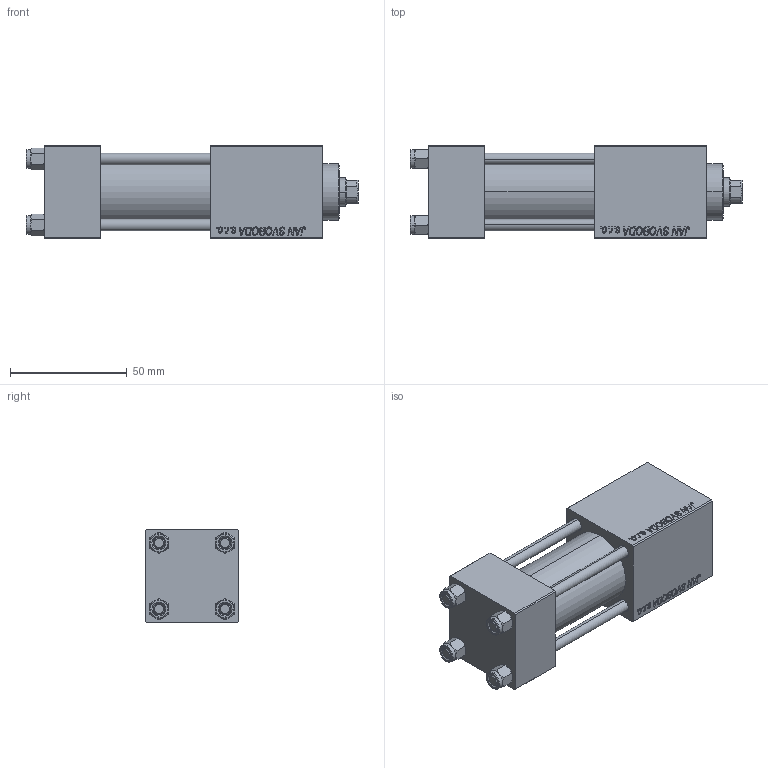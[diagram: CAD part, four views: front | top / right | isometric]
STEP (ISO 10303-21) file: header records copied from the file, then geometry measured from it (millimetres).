
FILE_DESCRIPTION (( 'STEP AP203' ), '1' );
FILE_NAME ('3fa1.STEP', '2022-04-14T15:12:13', ( '' ), ( '' ), 'SwSTEP 2.0', 'SolidWorks 2019', '' );
FILE_SCHEMA (( 'CONFIG_CONTROL_DESIGN' ));
Length unit declared in the file: millimetre
Products named in the file (6): 3fa1; NUT_M5_C aa71227538c156d94b9d21b66292c8e6; V215CR_VCP_C aa71227538c156d94b9d21b66292c8e6; V215CR_C_Body aa71227538c156d94b9d21b66292c8e6; V215CR_C_TYCINKA aa71227538c156d94b9d21b66292c8e6; V215_VC_A aa71227538c156d94b9d21b66292c8e6
Assembly tree (11 placements, depth 2):
  3fa1
    V215CR_C_Body aa71227538c156d94b9d21b66292c8e6
    V215CR_VCP_C aa71227538c156d94b9d21b66292c8e6
    NUT_M5_C aa71227538c156d94b9d21b66292c8e6  x4
    V215CR_C_TYCINKA aa71227538c156d94b9d21b66292c8e6  x4
    V215_VC_A aa71227538c156d94b9d21b66292c8e6
Bounding box: 142 x 40 x 40 mm (x, y, z)
Volume: 142259.5 mm3; surface area: 54521.4 mm2
Topology: 11 solids, 11 shells, 1154 faces, 2884 edges, 1867 vertices
Faces by surface type: plane 527, bspline 392, cone 136, cylinder 91, torus 8
Entity records: 50308 total; most frequent: CARTESIAN_POINT 27100, ORIENTED_EDGE 5260, DIRECTION 3330, EDGE_CURVE 2630, VERTEX_POINT 1723, VECTOR 1592, LINE 1592, EDGE_LOOP 1161
